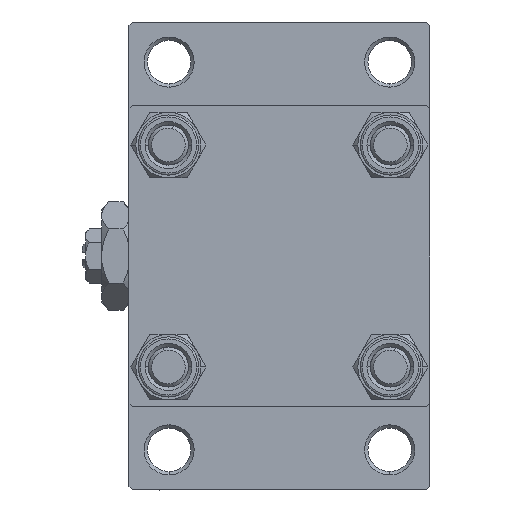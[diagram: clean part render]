
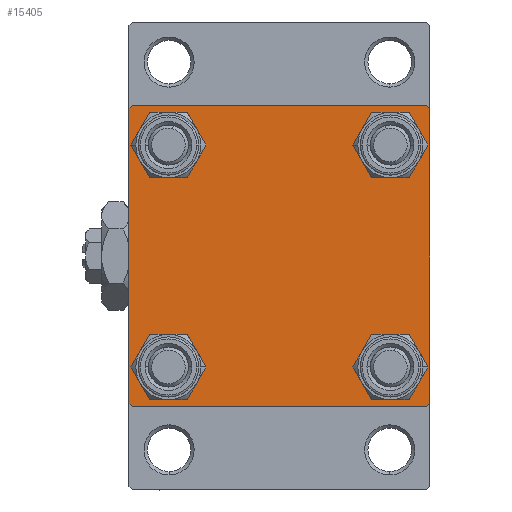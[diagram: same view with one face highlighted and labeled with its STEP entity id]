
A CAD part, left-side view. The second image highlights one B-rep face of the part: STEP entity #15405.
In plain terms, the highlighted planar face has unit normal (-1, 0, 0).
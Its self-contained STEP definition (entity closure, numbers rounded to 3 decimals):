
#93 = CARTESIAN_POINT ( 'NONE',  ( 0., 16.6, -13.1 ) ) ;
#548 = ORIENTED_EDGE ( 'NONE', *, *, #27416, .T. ) ;
#682 = DIRECTION ( 'NONE',  ( 0., 0., 1. ) ) ;
#956 = DIRECTION ( 'NONE',  ( 0., -1., 0. ) ) ;
#1416 = CIRCLE ( 'NONE', #2202, 3.5 ) ;
#1602 = EDGE_CURVE ( 'NONE', #22068, #26240, #25281, .T. ) ;
#1977 = CARTESIAN_POINT ( 'NONE',  ( 0., 22.25, 22.25 ) ) ;
#2202 = AXIS2_PLACEMENT_3D ( 'NONE', #26304, #41963, #45448 ) ;
#2225 = DIRECTION ( 'NONE',  ( 0., 0.707, -0.707 ) ) ;
#2511 = AXIS2_PLACEMENT_3D ( 'NONE', #44858, #41371, #22231 ) ;
#2530 = LINE ( 'NONE', #2768, #30861 ) ;
#2768 = CARTESIAN_POINT ( 'NONE',  ( 0., -22.25, -22.25 ) ) ;
#3693 = DIRECTION ( 'NONE',  ( 0., -1., 0. ) ) ;
#3834 = FACE_BOUND ( 'NONE', #25543, .T. ) ;
#4451 = CARTESIAN_POINT ( 'NONE',  ( 0., 22.5, -22.5 ) ) ;
#4540 = VERTEX_POINT ( 'NONE', #44472 ) ;
#5184 = LINE ( 'NONE', #42233, #39541 ) ;
#6288 = AXIS2_PLACEMENT_3D ( 'NONE', #34140, #30640, #49069 ) ;
#7012 = EDGE_CURVE ( 'NONE', #9389, #41225, #1416, .T. ) ;
#7185 = CARTESIAN_POINT ( 'NONE',  ( 0., -22.5, 22.5 ) ) ;
#7361 = DIRECTION ( 'NONE',  ( 1., 0., 0. ) ) ;
#7907 = ORIENTED_EDGE ( 'NONE', *, *, #38998, .T. ) ;
#8334 = DIRECTION ( 'NONE',  ( 1., 0., 0. ) ) ;
#8446 = EDGE_CURVE ( 'NONE', #29584, #17931, #30906, .T. ) ;
#8665 = LINE ( 'NONE', #4451, #29453 ) ;
#8871 = DIRECTION ( 'NONE',  ( 1., 0., 0. ) ) ;
#9145 = EDGE_CURVE ( 'NONE', #4540, #37240, #26117, .T. ) ;
#9389 = VERTEX_POINT ( 'NONE', #93 ) ;
#9701 = ORIENTED_EDGE ( 'NONE', *, *, #37984, .F. ) ;
#9996 = CARTESIAN_POINT ( 'NONE',  ( 0., -16.6, 20.1 ) ) ;
#10115 = AXIS2_PLACEMENT_3D ( 'NONE', #13238, #24916, #13725 ) ;
#10293 = ORIENTED_EDGE ( 'NONE', *, *, #46038, .T. ) ;
#11379 = ORIENTED_EDGE ( 'NONE', *, *, #7012, .T. ) ;
#11704 = EDGE_CURVE ( 'NONE', #12463, #34338, #15939, .T. ) ;
#12321 = CARTESIAN_POINT ( 'NONE',  ( 0., 22.5, 22. ) ) ;
#12463 = VERTEX_POINT ( 'NONE', #34576 ) ;
#12785 = CARTESIAN_POINT ( 'NONE',  ( 0., 22.5, 22.5 ) ) ;
#13045 = DIRECTION ( 'NONE',  ( 0., 0., 1. ) ) ;
#13238 = CARTESIAN_POINT ( 'NONE',  ( 0., 16.6, 16.6 ) ) ;
#13511 = EDGE_CURVE ( 'NONE', #26240, #23291, #8665, .T. ) ;
#13725 = DIRECTION ( 'NONE',  ( 0., 0., 1. ) ) ;
#14770 = VECTOR ( 'NONE', #29550, 1000. ) ;
#15084 = EDGE_LOOP ( 'NONE', ( #17052, #34761 ) ) ;
#15405 = ADVANCED_FACE ( 'NONE', ( #26207, #49083, #22972, #3834, #27612 ), #42781, .T. ) ;
#15924 = CARTESIAN_POINT ( 'NONE',  ( 0., -16.6, -13.1 ) ) ;
#15939 = CIRCLE ( 'NONE', #38149, 3.5 ) ;
#16153 = VERTEX_POINT ( 'NONE', #12321 ) ;
#16942 = ORIENTED_EDGE ( 'NONE', *, *, #9145, .T. ) ;
#17052 = ORIENTED_EDGE ( 'NONE', *, *, #27147, .T. ) ;
#17101 = DIRECTION ( 'NONE',  ( 0., 0., 1. ) ) ;
#17302 = CIRCLE ( 'NONE', #10115, 3.5 ) ;
#17931 = VERTEX_POINT ( 'NONE', #22619 ) ;
#18049 = EDGE_LOOP ( 'NONE', ( #7907, #16942 ) ) ;
#18122 = LINE ( 'NONE', #41235, #23658 ) ;
#18831 = ORIENTED_EDGE ( 'NONE', *, *, #8446, .T. ) ;
#19984 = CARTESIAN_POINT ( 'NONE',  ( 0., 16.6, -20.1 ) ) ;
#20978 = CARTESIAN_POINT ( 'NONE',  ( 0., 22., 22.5 ) ) ;
#21063 = DIRECTION ( 'NONE',  ( 1., 0., 0. ) ) ;
#21420 = DIRECTION ( 'NONE',  ( 0., -0.707, 0.707 ) ) ;
#21539 = DIRECTION ( 'NONE',  ( 0., -0.707, -0.707 ) ) ;
#22068 = VERTEX_POINT ( 'NONE', #42002 ) ;
#22193 = ORIENTED_EDGE ( 'NONE', *, *, #29775, .T. ) ;
#22231 = DIRECTION ( 'NONE',  ( 0., 0., 1. ) ) ;
#22619 = CARTESIAN_POINT ( 'NONE',  ( 0., 16.6, 20.1 ) ) ;
#22776 = AXIS2_PLACEMENT_3D ( 'NONE', #41144, #48606, #29945 ) ;
#22972 = FACE_BOUND ( 'NONE', #46733, .T. ) ;
#23291 = VERTEX_POINT ( 'NONE', #26586 ) ;
#23658 = VECTOR ( 'NONE', #3693, 1000. ) ;
#24280 = ORIENTED_EDGE ( 'NONE', *, *, #45549, .T. ) ;
#24305 = ORIENTED_EDGE ( 'NONE', *, *, #1602, .T. ) ;
#24916 = DIRECTION ( 'NONE',  ( 1., 0., 0. ) ) ;
#25281 = LINE ( 'NONE', #47667, #28210 ) ;
#25446 = ORIENTED_EDGE ( 'NONE', *, *, #32648, .F. ) ;
#25543 = EDGE_LOOP ( 'NONE', ( #24280, #18831 ) ) ;
#25903 = CIRCLE ( 'NONE', #40221, 3.5 ) ;
#26079 = LINE ( 'NONE', #7185, #14770 ) ;
#26117 = CIRCLE ( 'NONE', #45193, 3.5 ) ;
#26207 = FACE_BOUND ( 'NONE', #15084, .T. ) ;
#26240 = VERTEX_POINT ( 'NONE', #34093 ) ;
#26304 = CARTESIAN_POINT ( 'NONE',  ( 0., 16.6, -16.6 ) ) ;
#26496 = DIRECTION ( 'NONE',  ( 0., 0., 1. ) ) ;
#26586 = CARTESIAN_POINT ( 'NONE',  ( 0., -22., -22.5 ) ) ;
#26609 = CARTESIAN_POINT ( 'NONE',  ( 0., -22., 22.5 ) ) ;
#27147 = EDGE_CURVE ( 'NONE', #34338, #12463, #41728, .T. ) ;
#27416 = EDGE_CURVE ( 'NONE', #16153, #22068, #31667, .T. ) ;
#27612 = FACE_OUTER_BOUND ( 'NONE', #43707, .T. ) ;
#28210 = VECTOR ( 'NONE', #21539, 1000. ) ;
#28578 = LINE ( 'NONE', #1977, #44973 ) ;
#28902 = VERTEX_POINT ( 'NONE', #26609 ) ;
#29453 = VECTOR ( 'NONE', #956, 1000. ) ;
#29550 = DIRECTION ( 'NONE',  ( 0., 0., -1. ) ) ;
#29584 = VERTEX_POINT ( 'NONE', #38696 ) ;
#29775 = EDGE_CURVE ( 'NONE', #41225, #9389, #33874, .T. ) ;
#29945 = DIRECTION ( 'NONE',  ( 0., 0., 1. ) ) ;
#30640 = DIRECTION ( 'NONE',  ( 1., 0., 0. ) ) ;
#30861 = VECTOR ( 'NONE', #21420, 1000. ) ;
#30906 = CIRCLE ( 'NONE', #6288, 3.5 ) ;
#31667 = LINE ( 'NONE', #12785, #36192 ) ;
#31909 = DIRECTION ( 'NONE',  ( 0., 0., -1. ) ) ;
#32445 = VERTEX_POINT ( 'NONE', #20978 ) ;
#32648 = EDGE_CURVE ( 'NONE', #32445, #28902, #18122, .T. ) ;
#33809 = CARTESIAN_POINT ( 'NONE',  ( 0., -22.5, 22. ) ) ;
#33874 = CIRCLE ( 'NONE', #22776, 3.5 ) ;
#34093 = CARTESIAN_POINT ( 'NONE',  ( 0., 22., -22.5 ) ) ;
#34140 = CARTESIAN_POINT ( 'NONE',  ( 0., 16.6, 16.6 ) ) ;
#34338 = VERTEX_POINT ( 'NONE', #9996 ) ;
#34576 = CARTESIAN_POINT ( 'NONE',  ( 0., -16.6, 13.1 ) ) ;
#34742 = CARTESIAN_POINT ( 'NONE',  ( 0., -16.6, 16.6 ) ) ;
#34761 = ORIENTED_EDGE ( 'NONE', *, *, #11704, .T. ) ;
#35892 = ORIENTED_EDGE ( 'NONE', *, *, #13511, .T. ) ;
#36192 = VECTOR ( 'NONE', #31909, 1000. ) ;
#37235 = ORIENTED_EDGE ( 'NONE', *, *, #42780, .T. ) ;
#37240 = VERTEX_POINT ( 'NONE', #15924 ) ;
#37939 = CARTESIAN_POINT ( 'NONE',  ( 0., -16.6, -16.6 ) ) ;
#37984 = EDGE_CURVE ( 'NONE', #46637, #47357, #26079, .T. ) ;
#38149 = AXIS2_PLACEMENT_3D ( 'NONE', #41425, #7361, #13045 ) ;
#38271 = ORIENTED_EDGE ( 'NONE', *, *, #48309, .T. ) ;
#38696 = CARTESIAN_POINT ( 'NONE',  ( 0., 16.6, 13.1 ) ) ;
#38991 = DIRECTION ( 'NONE',  ( 0., 0.707, 0.707 ) ) ;
#38998 = EDGE_CURVE ( 'NONE', #37240, #4540, #25903, .T. ) ;
#39345 = AXIS2_PLACEMENT_3D ( 'NONE', #34742, #8871, #682 ) ;
#39541 = VECTOR ( 'NONE', #38991, 1000. ) ;
#39586 = CARTESIAN_POINT ( 'NONE',  ( 0., -22.5, -22. ) ) ;
#39730 = CARTESIAN_POINT ( 'NONE',  ( 0., -16.6, -16.6 ) ) ;
#40221 = AXIS2_PLACEMENT_3D ( 'NONE', #39730, #21063, #17101 ) ;
#41144 = CARTESIAN_POINT ( 'NONE',  ( 0., 16.6, -16.6 ) ) ;
#41225 = VERTEX_POINT ( 'NONE', #19984 ) ;
#41235 = CARTESIAN_POINT ( 'NONE',  ( 0., 22.5, 22.5 ) ) ;
#41371 = DIRECTION ( 'NONE',  ( -1., 0., 0. ) ) ;
#41425 = CARTESIAN_POINT ( 'NONE',  ( 0., -16.6, 16.6 ) ) ;
#41728 = CIRCLE ( 'NONE', #39345, 3.5 ) ;
#41963 = DIRECTION ( 'NONE',  ( 1., 0., 0. ) ) ;
#42002 = CARTESIAN_POINT ( 'NONE',  ( 0., 22.5, -22. ) ) ;
#42233 = CARTESIAN_POINT ( 'NONE',  ( 0., -22.25, 22.25 ) ) ;
#42780 = EDGE_CURVE ( 'NONE', #32445, #16153, #28578, .T. ) ;
#42781 = PLANE ( 'NONE',  #2511 ) ;
#43707 = EDGE_LOOP ( 'NONE', ( #548, #24305, #35892, #38271, #9701, #10293, #25446, #37235 ) ) ;
#44472 = CARTESIAN_POINT ( 'NONE',  ( 0., -16.6, -20.1 ) ) ;
#44858 = CARTESIAN_POINT ( 'NONE',  ( 0., 0., 0. ) ) ;
#44973 = VECTOR ( 'NONE', #2225, 1000. ) ;
#45193 = AXIS2_PLACEMENT_3D ( 'NONE', #37939, #8334, #26496 ) ;
#45448 = DIRECTION ( 'NONE',  ( 0., 0., 1. ) ) ;
#45549 = EDGE_CURVE ( 'NONE', #17931, #29584, #17302, .T. ) ;
#46038 = EDGE_CURVE ( 'NONE', #46637, #28902, #5184, .T. ) ;
#46637 = VERTEX_POINT ( 'NONE', #33809 ) ;
#46733 = EDGE_LOOP ( 'NONE', ( #11379, #22193 ) ) ;
#47357 = VERTEX_POINT ( 'NONE', #39586 ) ;
#47667 = CARTESIAN_POINT ( 'NONE',  ( 0., 22.25, -22.25 ) ) ;
#48309 = EDGE_CURVE ( 'NONE', #23291, #47357, #2530, .T. ) ;
#48606 = DIRECTION ( 'NONE',  ( 1., 0., 0. ) ) ;
#49069 = DIRECTION ( 'NONE',  ( 0., 0., 1. ) ) ;
#49083 = FACE_BOUND ( 'NONE', #18049, .T. ) ;
